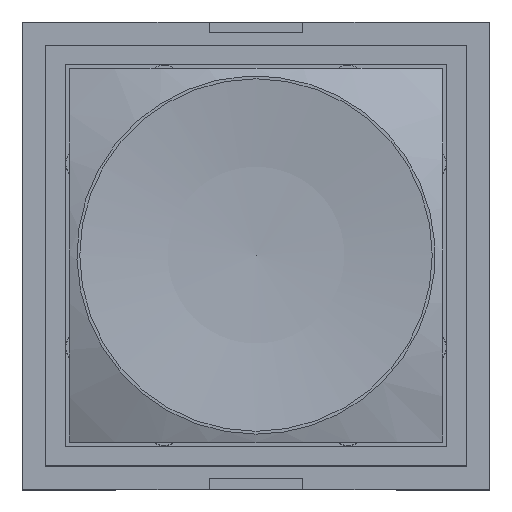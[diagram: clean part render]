
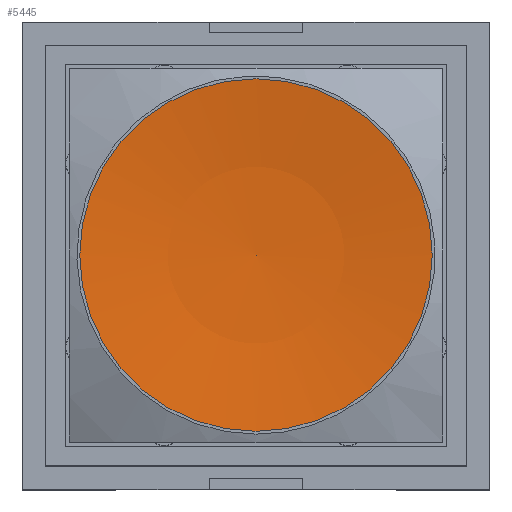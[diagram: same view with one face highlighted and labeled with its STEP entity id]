
A CAD part, top view. The second image highlights one B-rep face of the part: STEP entity #5445.
In plain terms, the highlighted spherical face has radius 40.2 mm.
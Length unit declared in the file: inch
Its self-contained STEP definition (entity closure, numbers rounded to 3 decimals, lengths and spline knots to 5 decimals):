
#5429=CARTESIAN_POINT('',(0.,0.0,2.45276));
#5430=DIRECTION('',(0.0,0.0,1.0));
#5431=DIRECTION('',(1.0,0.0,0.0));
#5432=AXIS2_PLACEMENT_3D('',#5429,#5430,#5431);
#5433=SPHERICAL_SURFACE('',#5432,1.58268);
#5434=CARTESIAN_POINT('',(0.,-0.22271,0.88583));
#5435=VERTEX_POINT('',#5434);
#5436=CARTESIAN_POINT('',(0.,0.,0.88583));
#5437=DIRECTION('',(0.0,0.0,-1.0));
#5438=DIRECTION('',(0.0,1.0,0.0));
#5439=AXIS2_PLACEMENT_3D('',#5436,#5437,#5438);
#5440=CIRCLE('',#5439,0.22271);
#5441=EDGE_CURVE('',#5435,#5435,#5440,.T.);
#5442=ORIENTED_EDGE('',*,*,#5441,.F.);
#5443=EDGE_LOOP('',(#5442));
#5444=FACE_OUTER_BOUND('',#5443,.T.);
#5445=ADVANCED_FACE('',(#5444),#5433,.F.);
